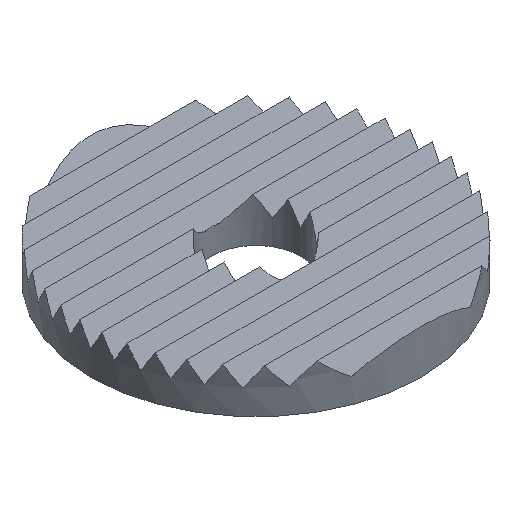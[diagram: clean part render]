
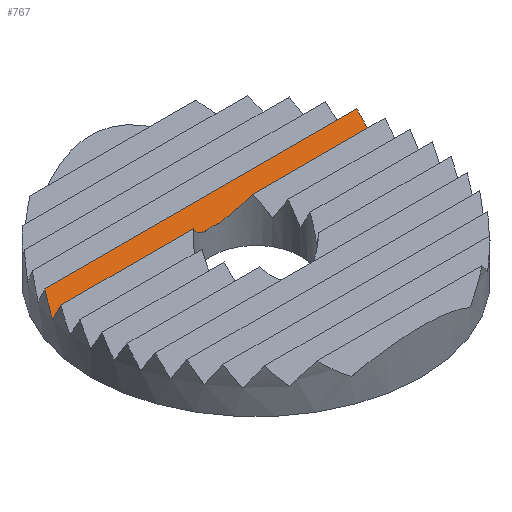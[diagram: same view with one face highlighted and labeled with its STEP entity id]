
A CAD part, isometric view. The second image highlights one B-rep face of the part: STEP entity #767.
In plain terms, the highlighted planar face has unit normal (0, -0.866, 0.5).
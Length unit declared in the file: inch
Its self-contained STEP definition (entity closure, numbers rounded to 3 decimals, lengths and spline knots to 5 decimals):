
#57=FACE_OUTER_BOUND('',#98,.T.);
#98=EDGE_LOOP('',(#601,#602,#603,#604,#605,#606));
#130=LINE('',#1341,#170);
#138=LINE('',#1389,#178);
#139=LINE('',#1395,#179);
#170=VECTOR('',#1079,0.3937);
#178=VECTOR('',#1135,0.3937);
#179=VECTOR('',#1140,0.3937);
#256=ELLIPSE('',#896,0.75,0.375);
#257=ELLIPSE('',#897,0.75,0.375);
#258=ELLIPSE('',#898,0.201,0.1005);
#313=VERTEX_POINT('',#1337);
#314=VERTEX_POINT('',#1339);
#329=VERTEX_POINT('',#1385);
#330=VERTEX_POINT('',#1387);
#331=VERTEX_POINT('',#1391);
#333=VERTEX_POINT('',#1394);
#412=EDGE_CURVE('',#314,#313,#130,.T.);
#436=EDGE_CURVE('',#329,#330,#138,.T.);
#438=EDGE_CURVE('',#333,#331,#139,.T.);
#448=EDGE_CURVE('',#313,#331,#256,.T.);
#449=EDGE_CURVE('',#329,#314,#257,.T.);
#450=EDGE_CURVE('',#333,#330,#258,.T.);
#601=ORIENTED_EDGE('',*,*,#448,.F.);
#602=ORIENTED_EDGE('',*,*,#412,.F.);
#603=ORIENTED_EDGE('',*,*,#449,.F.);
#604=ORIENTED_EDGE('',*,*,#436,.T.);
#605=ORIENTED_EDGE('',*,*,#450,.F.);
#606=ORIENTED_EDGE('',*,*,#438,.T.);
#728=PLANE('',#895);
#767=ADVANCED_FACE('',(#57),#728,.F.);
#895=AXIS2_PLACEMENT_3D('',#1409,#1164,#1165);
#896=AXIS2_PLACEMENT_3D('',#1410,#1166,#1167);
#897=AXIS2_PLACEMENT_3D('',#1411,#1168,#1169);
#898=AXIS2_PLACEMENT_3D('',#1412,#1170,#1171);
#1079=DIRECTION('',(1.,0.,0.));
#1135=DIRECTION('',(1.,0.,0.));
#1140=DIRECTION('',(1.,0.,0.));
#1164=DIRECTION('center_axis',(0.,0.866,-0.5));
#1165=DIRECTION('ref_axis',(0.,0.5,0.866));
#1166=DIRECTION('center_axis',(0.,0.866,-0.5));
#1167=DIRECTION('ref_axis',(0.,-0.5,-0.866));
#1168=DIRECTION('center_axis',(0.,0.866,-0.5));
#1169=DIRECTION('ref_axis',(0.,-0.5,-0.866));
#1170=DIRECTION('center_axis',(0.,-0.866,0.5));
#1171=DIRECTION('ref_axis',(0.,-0.5,-0.866));
#1337=CARTESIAN_POINT('',(7.85355,1.125,-0.15));
#1339=CARTESIAN_POINT('',(7.14645,1.125,-0.15));
#1341=CARTESIAN_POINT('',(7.175,1.125,-0.15));
#1385=CARTESIAN_POINT('',(7.13858,1.1,-0.1933));
#1387=CARTESIAN_POINT('',(7.48999,1.1,-0.1933));
#1389=CARTESIAN_POINT('',(6.85,1.1,-0.1933));
#1391=CARTESIAN_POINT('',(7.86142,1.1,-0.1933));
#1394=CARTESIAN_POINT('',(7.51001,1.1,-0.1933));
#1395=CARTESIAN_POINT('',(6.85,1.1,-0.1933));
#1409=CARTESIAN_POINT('Origin',(6.85,1.1,-0.1933));
#1410=CARTESIAN_POINT('Origin',(7.5,1.,-0.36651));
#1411=CARTESIAN_POINT('Origin',(7.5,1.,-0.36651));
#1412=CARTESIAN_POINT('Origin',(7.5,1.,-0.36651));
